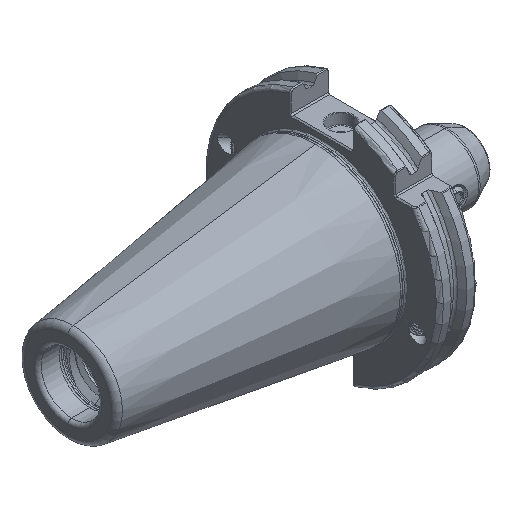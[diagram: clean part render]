
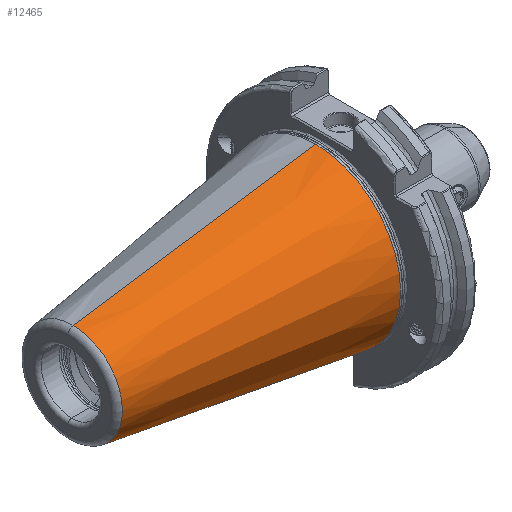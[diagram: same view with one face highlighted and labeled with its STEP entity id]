
A CAD part, isometric view. The second image highlights one B-rep face of the part: STEP entity #12465.
In plain terms, the highlighted conical face has half-angle 8.297 degrees and reference radius 35.392 mm.
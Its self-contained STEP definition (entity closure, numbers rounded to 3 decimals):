
#774 = AXIS2_PLACEMENT_3D ( 'NONE', #9436, #9506, #9512 ) ;
#786 = AXIS2_PLACEMENT_3D ( 'NONE', #9250, #9279, #9187 ) ;
#1140 = EDGE_CURVE ( 'NONE', #5340, #5331, #14921, .T. ) ;
#1156 = EDGE_CURVE ( 'NONE', #5376, #5374, #14900, .T. ) ;
#1185 = EDGE_CURVE ( 'NONE', #5339, #5376, #14967, .T. ) ;
#1977 = CIRCLE ( 'NONE', #786, 20.399 ) ;
#2010 = CIRCLE ( 'NONE', #774, 35.027 ) ;
#4809 = CARTESIAN_POINT ( 'NONE',  ( 0., 0., 35.392 ) ) ;
#4853 = DIRECTION ( 'NONE',  ( 0.99, 0., 0.144 ) ) ;
#4988 = EDGE_LOOP ( 'NONE', ( #22286, #22359, #22287, #22312, #22291 ) ) ;
#5331 = VERTEX_POINT ( 'NONE', #7254 ) ;
#5339 = VERTEX_POINT ( 'NONE', #7255 ) ;
#5340 = VERTEX_POINT ( 'NONE', #7271 ) ;
#5374 = VERTEX_POINT ( 'NONE', #7257 ) ;
#5376 = VERTEX_POINT ( 'NONE', #7201 ) ;
#7201 = CARTESIAN_POINT ( 'NONE',  ( -2.5, 0., 35.027 ) ) ;
#7254 = CARTESIAN_POINT ( 'NONE',  ( -2.5, 0., -35.027 ) ) ;
#7255 = CARTESIAN_POINT ( 'NONE',  ( -102.811, 0., 20.399 ) ) ;
#7257 = CARTESIAN_POINT ( 'NONE',  ( -2.5, -35.027, 0. ) ) ;
#7271 = CARTESIAN_POINT ( 'NONE',  ( -102.811, 0., -20.399 ) ) ;
#9187 = DIRECTION ( 'NONE',  ( 0., 0., 1. ) ) ;
#9250 = CARTESIAN_POINT ( 'NONE',  ( -102.811, 0., 0. ) ) ;
#9279 = DIRECTION ( 'NONE',  ( 1., 0., 0. ) ) ;
#9436 = CARTESIAN_POINT ( 'NONE',  ( -2.5, 0., 0. ) ) ;
#9506 = DIRECTION ( 'NONE',  ( 1., 0., 0. ) ) ;
#9512 = DIRECTION ( 'NONE',  ( 0., 1., 0. ) ) ;
#12465 = ADVANCED_FACE ( 'NONE', ( #15091 ), #15094, .T. ) ;
#13288 = EDGE_CURVE ( 'NONE', #5339, #5340, #1977, .T. ) ;
#13293 = EDGE_CURVE ( 'NONE', #5374, #5331, #2010, .T. ) ;
#13512 = AXIS2_PLACEMENT_3D ( 'NONE', #18790, #18785, #18795 ) ;
#14886 = VECTOR ( 'NONE', #18683, 1000. ) ;
#14900 = CIRCLE ( 'NONE', #13512, 35.027 ) ;
#14921 = LINE ( 'NONE', #18718, #14886 ) ;
#14967 = LINE ( 'NONE', #4809, #14969 ) ;
#14969 = VECTOR ( 'NONE', #4853, 1000. ) ;
#15091 = FACE_OUTER_BOUND ( 'NONE', #4988, .T. ) ;
#15094 = CONICAL_SURFACE ( 'NONE', #15507, 35.392, 0.145 ) ;
#15507 = AXIS2_PLACEMENT_3D ( 'NONE', #27248, #27245, #27254 ) ;
#18683 = DIRECTION ( 'NONE',  ( 0.99, 0., -0.144 ) ) ;
#18718 = CARTESIAN_POINT ( 'NONE',  ( 0., 0., -35.392 ) ) ;
#18785 = DIRECTION ( 'NONE',  ( 1., 0., 0. ) ) ;
#18790 = CARTESIAN_POINT ( 'NONE',  ( -2.5, 0., 0. ) ) ;
#18795 = DIRECTION ( 'NONE',  ( 0., 1., 0. ) ) ;
#22286 = ORIENTED_EDGE ( 'NONE', *, *, #1185, .F. ) ;
#22287 = ORIENTED_EDGE ( 'NONE', *, *, #1140, .T. ) ;
#22291 = ORIENTED_EDGE ( 'NONE', *, *, #1156, .F. ) ;
#22312 = ORIENTED_EDGE ( 'NONE', *, *, #13293, .F. ) ;
#22359 = ORIENTED_EDGE ( 'NONE', *, *, #13288, .T. ) ;
#27245 = DIRECTION ( 'NONE',  ( 1., 0., 0. ) ) ;
#27248 = CARTESIAN_POINT ( 'NONE',  ( 0., 0., 0. ) ) ;
#27254 = DIRECTION ( 'NONE',  ( 0., 0., -1. ) ) ;
